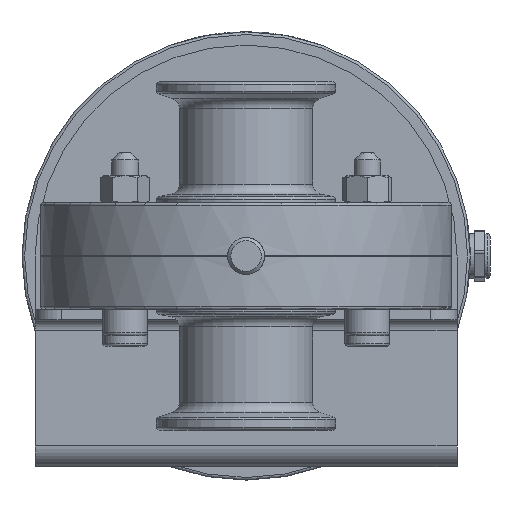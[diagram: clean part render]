
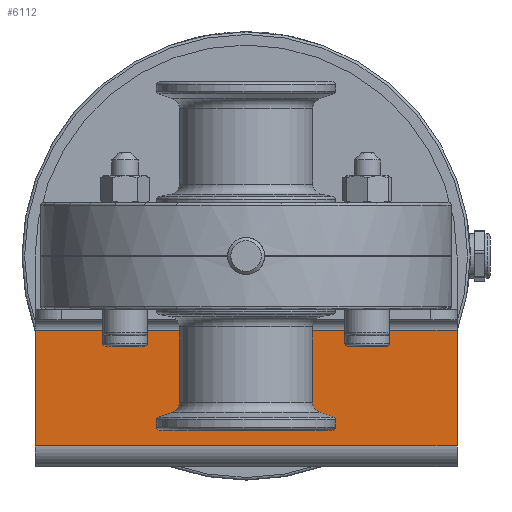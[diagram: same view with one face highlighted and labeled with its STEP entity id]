
A CAD part, front view. The second image highlights one B-rep face of the part: STEP entity #6112.
In plain terms, the highlighted planar face has unit normal (0, -1, 0).
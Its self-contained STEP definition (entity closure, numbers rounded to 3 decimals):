
#563=LINE('',#11621,#916);
#566=LINE('',#11627,#919);
#569=LINE('',#11634,#922);
#571=LINE('',#11641,#924);
#916=VECTOR('',#8406,10.);
#919=VECTOR('',#8411,10.);
#922=VECTOR('',#8418,10.);
#924=VECTOR('',#8426,10.);
#1276=PLANE('',#6928);
#1581=FACE_OUTER_BOUND('',#1981,.T.);
#1981=EDGE_LOOP('',(#5089,#5090,#5091,#5092));
#2856=VERTEX_POINT('',#11612);
#2857=VERTEX_POINT('',#11616);
#2859=VERTEX_POINT('',#11625);
#2861=VERTEX_POINT('',#11633);
#3612=EDGE_CURVE('',#2856,#2857,#563,.T.);
#3615=EDGE_CURVE('',#2859,#2857,#566,.T.);
#3618=EDGE_CURVE('',#2859,#2861,#569,.T.);
#3622=EDGE_CURVE('',#2856,#2861,#571,.T.);
#5089=ORIENTED_EDGE('',*,*,#3612,.T.);
#5090=ORIENTED_EDGE('',*,*,#3615,.F.);
#5091=ORIENTED_EDGE('',*,*,#3618,.T.);
#5092=ORIENTED_EDGE('',*,*,#3622,.F.);
#6112=ADVANCED_FACE('',(#1581),#1276,.F.);
#6928=AXIS2_PLACEMENT_3D('',#11651,#8438,#8439);
#8406=DIRECTION('',(-1.,0.,0.));
#8411=DIRECTION('',(0.,0.,1.));
#8418=DIRECTION('',(1.,0.,0.));
#8426=DIRECTION('',(0.,0.,-1.));
#8438=DIRECTION('center_axis',(0.,1.,0.));
#8439=DIRECTION('ref_axis',(1.,0.,0.));
#11612=CARTESIAN_POINT('',(40.,-18.,-14.1));
#11616=CARTESIAN_POINT('',(-40.,-18.,-14.1));
#11621=CARTESIAN_POINT('',(-20.,-18.,-14.1));
#11625=CARTESIAN_POINT('',(-40.,-18.,-36.));
#11627=CARTESIAN_POINT('',(-40.,-18.,-36.));
#11633=CARTESIAN_POINT('',(40.,-18.,-36.));
#11634=CARTESIAN_POINT('',(0.,-18.,-36.));
#11641=CARTESIAN_POINT('',(40.,-18.,-40.524));
#11651=CARTESIAN_POINT('Origin',(0.,-18.,-25.312));
